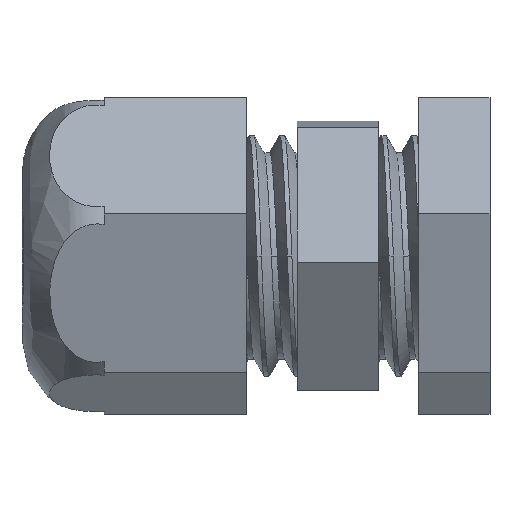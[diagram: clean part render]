
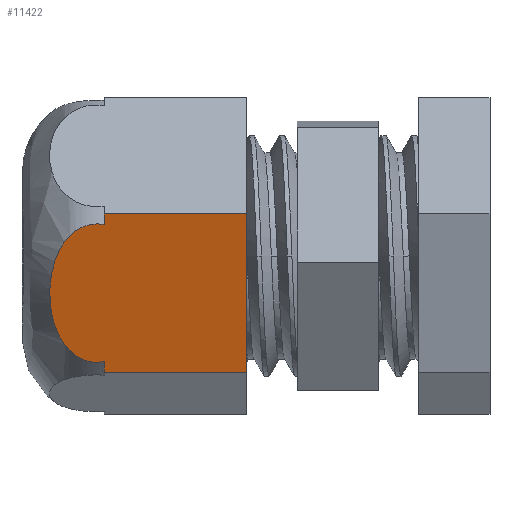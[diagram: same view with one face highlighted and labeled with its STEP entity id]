
A CAD part, left-side view. The second image highlights one B-rep face of the part: STEP entity #11422.
In plain terms, the highlighted free-form (B-spline) face has degree [1, 1] with [2, 2] control points.
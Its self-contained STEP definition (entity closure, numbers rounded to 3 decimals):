
#11184 = VERTEX_POINT('',#11185);
#11185 = CARTESIAN_POINT('',(-12.963,25.508,
    -11.529));
#11194 = EDGE_CURVE('',#11184,#11195,#11197,.T.);
#11195 = VERTEX_POINT('',#11196);
#11196 = CARTESIAN_POINT('',(-12.979,27.409,
    -11.469));
#11197 = B_SPLINE_CURVE_WITH_KNOTS('',3,(#11198,#11199,#11200,#11201,
    #11202,#11203),.UNSPECIFIED.,.F.,.F.,(4,2,4),(-0.95,
    -0.878,-0.788),.UNSPECIFIED.);
#11198 = CARTESIAN_POINT('',(-12.963,25.508,
    -11.529));
#11199 = CARTESIAN_POINT('',(-12.946,25.788,
    -11.593));
#11200 = CARTESIAN_POINT('',(-12.938,26.089,
    -11.624));
#11201 = CARTESIAN_POINT('',(-12.938,26.689,
    -11.621));
#11202 = CARTESIAN_POINT('',(-12.953,27.076,
    -11.566));
#11203 = CARTESIAN_POINT('',(-12.979,27.409,
    -11.469));
#11205 = EDGE_CURVE('',#11195,#11206,#11208,.T.);
#11206 = VERTEX_POINT('',#11207);
#11207 = CARTESIAN_POINT('',(-16.993,27.407,
    3.348));
#11208 = B_SPLINE_CURVE_WITH_KNOTS('',3,(#11209,#11210,#11211,#11212,
    #11213,#11214,#11215,#11216,#11217,#11218,#11219,#11220,#11221,
    #11222,#11223,#11224,#11225,#11226,#11227,#11228,#11229,#11230,
    #11231,#11232,#11233,#11234,#11235,#11236,#11237,#11238,#11239),
  .UNSPECIFIED.,.F.,.F.,(4,2,2,2,2,2,2,3,2,2,2,2,2,2,4),(-0.788
    ,-0.773,-0.651,-0.567,-0.483,
    -0.353,-0.177,0.,0.177,0.353,
    0.483,0.567,0.651,0.773,
    0.785),.UNSPECIFIED.);
#11209 = CARTESIAN_POINT('',(-12.979,27.409,
    -11.469));
#11210 = CARTESIAN_POINT('',(-12.984,27.466,
    -11.453));
#11211 = CARTESIAN_POINT('',(-12.989,27.521,
    -11.435));
#11212 = CARTESIAN_POINT('',(-13.032,27.997,
    -11.273));
#11213 = CARTESIAN_POINT('',(-13.103,28.465,
    -11.014));
#11214 = CARTESIAN_POINT('',(-13.226,29.059,
    -10.558));
#11215 = CARTESIAN_POINT('',(-13.288,29.304,
    -10.33));
#11216 = CARTESIAN_POINT('',(-13.422,29.747,
    -9.835));
#11217 = CARTESIAN_POINT('',(-13.495,29.945,
    -9.567));
#11218 = CARTESIAN_POINT('',(-13.67,30.362,
    -8.918));
#11219 = CARTESIAN_POINT('',(-13.806,30.612,
    -8.416));
#11220 = CARTESIAN_POINT('',(-14.084,31.015,
    -7.393));
#11221 = CARTESIAN_POINT('',(-14.264,31.197,
    -6.726));
#11222 = CARTESIAN_POINT('',(-14.632,31.429,
    -5.368));
#11223 = CARTESIAN_POINT('',(-14.819,31.479,
    -4.678));
#11224 = CARTESIAN_POINT('',(-14.989,31.478,
    -4.048));
#11225 = CARTESIAN_POINT('',(-15.16,31.477,
    -3.418));
#11226 = CARTESIAN_POINT('',(-15.347,31.424,
    -2.728));
#11227 = CARTESIAN_POINT('',(-15.714,31.186,
    -1.372));
#11228 = CARTESIAN_POINT('',(-15.894,31.001,
    -0.706));
#11229 = CARTESIAN_POINT('',(-16.171,30.594,0.316
    ));
#11230 = CARTESIAN_POINT('',(-16.307,30.342,
    0.817));
#11231 = CARTESIAN_POINT('',(-16.482,29.922,
    1.465));
#11232 = CARTESIAN_POINT('',(-16.555,29.723,
    1.732));
#11233 = CARTESIAN_POINT('',(-16.688,29.278,
    2.225));
#11234 = CARTESIAN_POINT('',(-16.75,29.032,
    2.452));
#11235 = CARTESIAN_POINT('',(-16.873,28.436,
    2.906));
#11236 = CARTESIAN_POINT('',(-16.942,27.967,
    3.163));
#11237 = CARTESIAN_POINT('',(-16.985,27.499,
    3.32));
#11238 = CARTESIAN_POINT('',(-16.989,27.453,
    3.335));
#11239 = CARTESIAN_POINT('',(-16.993,27.407,
    3.348));
#11241 = EDGE_CURVE('',#11206,#11242,#11244,.T.);
#11242 = VERTEX_POINT('',#11243);
#11243 = CARTESIAN_POINT('',(-17.011,25.508,
    3.416));
#11244 = B_SPLINE_CURVE_WITH_KNOTS('',3,(#11245,#11246,#11247,#11248,
    #11249,#11250),.UNSPECIFIED.,.F.,.F.,(4,2,4),(0.785,
    0.878,0.948),.UNSPECIFIED.);
#11245 = CARTESIAN_POINT('',(-16.993,27.407,
    3.348));
#11246 = CARTESIAN_POINT('',(-17.02,27.066,
    3.449));
#11247 = CARTESIAN_POINT('',(-17.035,26.667,
    3.506));
#11248 = CARTESIAN_POINT('',(-17.035,26.068,
    3.506));
#11249 = CARTESIAN_POINT('',(-17.027,25.779,
    3.476));
#11250 = CARTESIAN_POINT('',(-17.011,25.508,
    3.416));
#11338 = VERTEX_POINT('',#11339);
#11339 = CARTESIAN_POINT('',(-12.643,9.981,
    -12.711));
#11346 = EDGE_CURVE('',#11347,#11338,#11349,.T.);
#11347 = VERTEX_POINT('',#11348);
#11348 = CARTESIAN_POINT('',(-12.643,25.508,
    -12.711));
#11349 = B_SPLINE_CURVE_WITH_KNOTS('',1,(#11350,#11351),.UNSPECIFIED.,
  .F.,.F.,(2,2),(-7.,7.),.PIECEWISE_BEZIER_KNOTS.);
#11350 = CARTESIAN_POINT('',(-12.643,25.508,
    -12.711));
#11351 = CARTESIAN_POINT('',(-12.643,9.981,
    -12.711));
#11422 = ADVANCED_FACE('',(#11423),#11453,.T.);
#11423 = FACE_BOUND('',#11424,.T.);
#11424 = EDGE_LOOP('',(#11425,#11432,#11439,#11444,#11445,#11446,#11447,
    #11452));
#11425 = ORIENTED_EDGE('',*,*,#11426,.F.);
#11426 = EDGE_CURVE('',#11427,#11338,#11429,.T.);
#11427 = VERTEX_POINT('',#11428);
#11428 = CARTESIAN_POINT('',(-17.33,9.981,
    4.594));
#11429 = B_SPLINE_CURVE_WITH_KNOTS('',1,(#11430,#11431),.UNSPECIFIED.,
  .F.,.F.,(2,2),(0.,16.166),.PIECEWISE_BEZIER_KNOTS.);
#11430 = CARTESIAN_POINT('',(-17.33,9.981,
    4.594));
#11431 = CARTESIAN_POINT('',(-12.643,9.981,
    -12.711));
#11432 = ORIENTED_EDGE('',*,*,#11433,.F.);
#11433 = EDGE_CURVE('',#11434,#11427,#11436,.T.);
#11434 = VERTEX_POINT('',#11435);
#11435 = CARTESIAN_POINT('',(-17.33,25.508,
    4.594));
#11436 = B_SPLINE_CURVE_WITH_KNOTS('',1,(#11437,#11438),.UNSPECIFIED.,
  .F.,.F.,(2,2),(-7.,7.),.PIECEWISE_BEZIER_KNOTS.);
#11437 = CARTESIAN_POINT('',(-17.33,25.508,
    4.594));
#11438 = CARTESIAN_POINT('',(-17.33,9.981,
    4.594));
#11439 = ORIENTED_EDGE('',*,*,#11440,.F.);
#11440 = EDGE_CURVE('',#11242,#11434,#11441,.T.);
#11441 = B_SPLINE_CURVE_WITH_KNOTS('',1,(#11442,#11443),.UNSPECIFIED.,
  .F.,.F.,(2,2),(-1.1,0.),.PIECEWISE_BEZIER_KNOTS.);
#11442 = CARTESIAN_POINT('',(-17.011,25.508,
    3.416));
#11443 = CARTESIAN_POINT('',(-17.33,25.508,
    4.594));
#11444 = ORIENTED_EDGE('',*,*,#11241,.F.);
#11445 = ORIENTED_EDGE('',*,*,#11205,.F.);
#11446 = ORIENTED_EDGE('',*,*,#11194,.F.);
#11447 = ORIENTED_EDGE('',*,*,#11448,.F.);
#11448 = EDGE_CURVE('',#11347,#11184,#11449,.T.);
#11449 = B_SPLINE_CURVE_WITH_KNOTS('',1,(#11450,#11451),.UNSPECIFIED.,
  .F.,.F.,(2,2),(-16.166,-15.062),
  .PIECEWISE_BEZIER_KNOTS.);
#11450 = CARTESIAN_POINT('',(-12.643,25.508,
    -12.711));
#11451 = CARTESIAN_POINT('',(-12.963,25.508,
    -11.529));
#11452 = ORIENTED_EDGE('',*,*,#11346,.T.);
#11453 = B_SPLINE_SURFACE_WITH_KNOTS('',1,1,(
    (#11454,#11455)
    ,(#11456,#11457
    )),.UNSPECIFIED.,.F.,.F.,.F.,(2,2),(2,2),(0.,16.166),(
    -12.385,7.),.PIECEWISE_BEZIER_KNOTS.);
#11454 = CARTESIAN_POINT('',(-17.33,31.479,
    4.594));
#11455 = CARTESIAN_POINT('',(-17.33,9.981,
    4.594));
#11456 = CARTESIAN_POINT('',(-12.643,31.479,
    -12.711));
#11457 = CARTESIAN_POINT('',(-12.643,9.981,
    -12.711));
